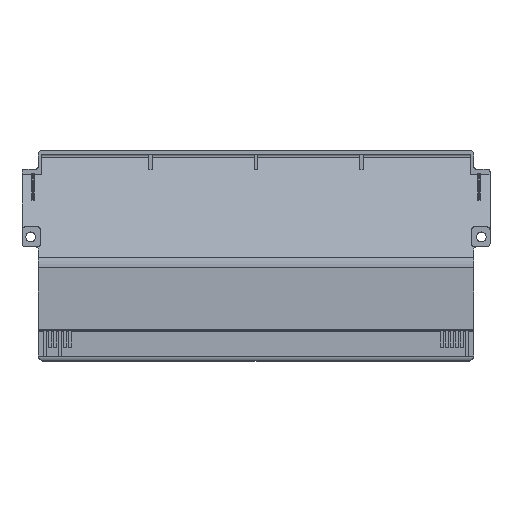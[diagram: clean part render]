
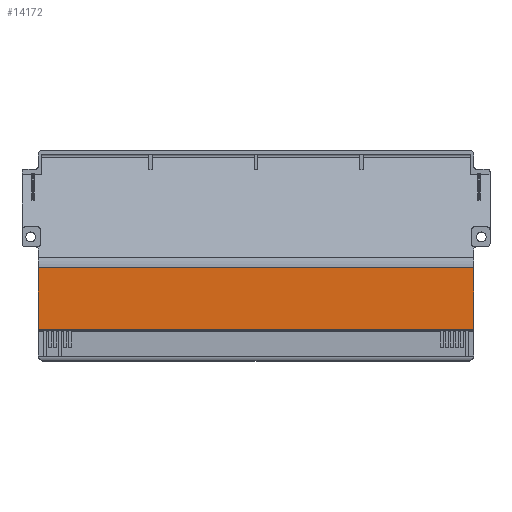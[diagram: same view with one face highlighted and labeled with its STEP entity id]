
A CAD part, top view. The second image highlights one B-rep face of the part: STEP entity #14172.
In plain terms, the highlighted planar face has unit normal (0, 0, 1).
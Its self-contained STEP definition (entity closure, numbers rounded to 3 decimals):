
#14074=CARTESIAN_POINT('',(-32.525,-21.335,7.59));
#14075=VERTEX_POINT('',#14074);
#14083=CARTESIAN_POINT('',(-32.525,-12.1,7.59));
#14084=VERTEX_POINT('',#14083);
#14085=CARTESIAN_POINT('',(-32.525,-12.1,7.59));
#14086=DIRECTION('',(0.0,-1.0,0.0));
#14087=VECTOR('',#14086,9.235);
#14088=LINE('',#14085,#14087);
#14089=EDGE_CURVE('',#14084,#14075,#14088,.T.);
#14122=CARTESIAN_POINT('',(32.525,-12.1,7.59));
#14123=VERTEX_POINT('',#14122);
#14140=CARTESIAN_POINT('',(32.525,-12.1,7.59));
#14141=DIRECTION('',(-1.0,0.0,0.0));
#14142=VECTOR('',#14141,65.05);
#14143=LINE('',#14140,#14142);
#14144=EDGE_CURVE('',#14123,#14084,#14143,.T.);
#14149=CARTESIAN_POINT('',(37.5,-16.718,7.59));
#14150=DIRECTION('',(0.0,0.0,1.0));
#14151=DIRECTION('',(1.0,0.0,0.0));
#14152=AXIS2_PLACEMENT_3D('',#14149,#14150,#14151);
#14153=PLANE('',#14152);
#14154=CARTESIAN_POINT('',(32.525,-21.335,7.59));
#14155=VERTEX_POINT('',#14154);
#14156=CARTESIAN_POINT('',(32.525,-21.335,7.59));
#14157=DIRECTION('',(0.0,1.0,0.0));
#14158=VECTOR('',#14157,9.235);
#14159=LINE('',#14156,#14158);
#14160=EDGE_CURVE('',#14155,#14123,#14159,.T.);
#14161=ORIENTED_EDGE('',*,*,#14160,.T.);
#14162=ORIENTED_EDGE('',*,*,#14144,.T.);
#14163=ORIENTED_EDGE('',*,*,#14089,.T.);
#14164=CARTESIAN_POINT('',(-32.525,-21.335,7.59));
#14165=DIRECTION('',(1.0,0.0,0.0));
#14166=VECTOR('',#14165,65.05);
#14167=LINE('',#14164,#14166);
#14168=EDGE_CURVE('',#14075,#14155,#14167,.T.);
#14169=ORIENTED_EDGE('',*,*,#14168,.T.);
#14170=EDGE_LOOP('',(#14161,#14162,#14163,#14169));
#14171=FACE_OUTER_BOUND('',#14170,.T.);
#14172=ADVANCED_FACE('',(#14171),#14153,.T.);
